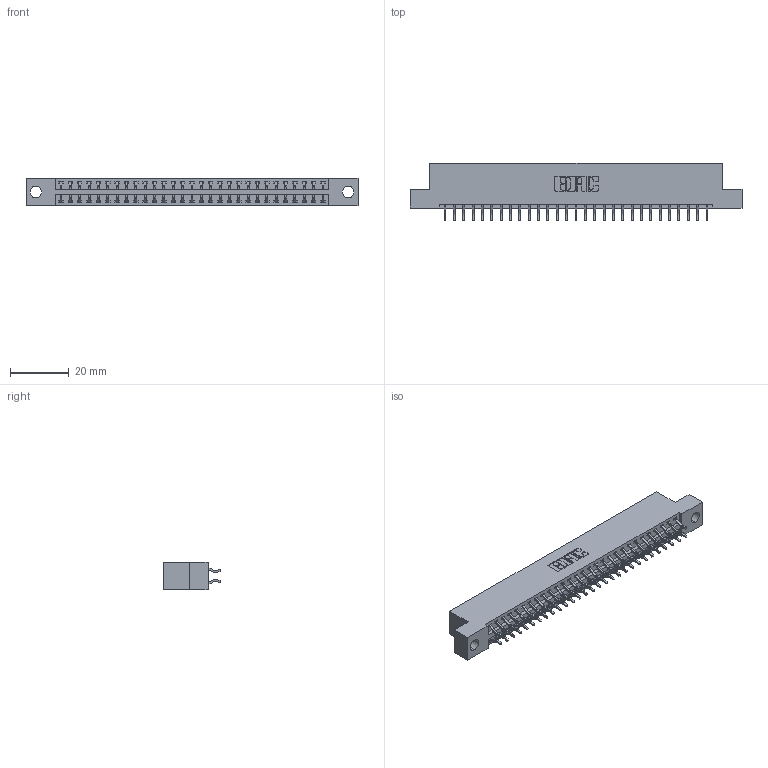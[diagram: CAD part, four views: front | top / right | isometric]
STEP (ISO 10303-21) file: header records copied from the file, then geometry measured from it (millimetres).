
FILE_DESCRIPTION (( 'STEP AP203' ), '1' );
FILE_NAME ('346-058-556-204.STEP', '2022-05-21T09:07:54', ( '' ), ( '' ), 'SwSTEP 2.0', 'SolidWorks 2020', '' );
FILE_SCHEMA (( 'CONFIG_CONTROL_DESIGN' ));
Length unit declared in the file: inch
Products named in the file (3): 345-292-001_556 Tail; 346 Part_Flush Mounting Lugs - 0.156 Dia-TH; 346-058-556-204
Assembly tree (59 placements, depth 2):
  346-058-556-204
    346 Part_Flush Mounting Lugs - 0.156 Dia-TH
    345-292-001_556 Tail  x58
Bounding box: 112.65 x 19.57 x 9.4 mm (x, y, z)
Volume: 10775.5 mm3; surface area: 14401.3 mm2
Topology: 59 solids, 59 shells, 3500 faces, 10399 edges, 6854 vertices
Faces by surface type: plane 2352, cylinder 1148
Entity records: 21315 total; most frequent: CARTESIAN_POINT 3550, ORIENTED_EDGE 3470, DIRECTION 3167, EDGE_CURVE 1735, LINE 1479, VECTOR 1479, VERTEX_POINT 1154, AXIS2_PLACEMENT_3D 844
